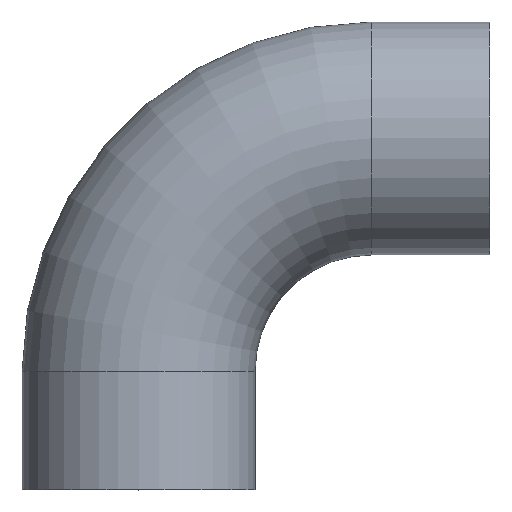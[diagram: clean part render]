
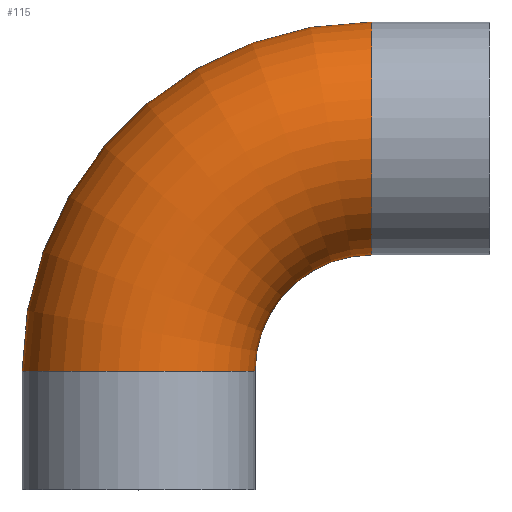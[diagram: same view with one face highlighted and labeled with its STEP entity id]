
A CAD part, top view. The second image highlights one B-rep face of the part: STEP entity #115.
In plain terms, the highlighted toroidal (fillet/blend) face has major radius 315 mm and minor radius 157.5 mm.
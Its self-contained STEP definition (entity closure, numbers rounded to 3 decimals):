
#107 = EDGE_CURVE( '', #167, #109, #245, .T. );
#109 = VERTEX_POINT( '', #247 );
#115 = ADVANCED_FACE( '', ( #253 ), #254, .T. );
#117 = EDGE_CURVE( '', #167, #183, #256, .T. );
#141 = EDGE_CURVE( '', #197, #183, #286, .T. );
#145 = EDGE_CURVE( '', #109, #197, #291, .T. );
#167 = VERTEX_POINT( '', #313 );
#183 = VERTEX_POINT( '', #331 );
#197 = VERTEX_POINT( '', #347 );
#245 = CIRCLE( '', #393, 472.5 );
#247 = CARTESIAN_POINT( '', ( -157.5, 160., 0. ) );
#253 = FACE_OUTER_BOUND( '', #402, .T. );
#254 = TOROIDAL_SURFACE( '', #403, 315., 157.5 );
#256 = CIRCLE( '', #406, 157.5 );
#286 = CIRCLE( '', #443, 157.5 );
#291 = CIRCLE( '', #449, 157.5 );
#313 = CARTESIAN_POINT( '', ( 315., 632.5, 0. ) );
#331 = CARTESIAN_POINT( '', ( 315., 317.5, 0. ) );
#347 = CARTESIAN_POINT( '', ( 157.5, 160., 0. ) );
#393 = AXIS2_PLACEMENT_3D( '', #561, #562, #563 );
#402 = EDGE_LOOP( '', ( #568, #569, #570, #571 ) );
#403 = AXIS2_PLACEMENT_3D( '', #572, #573, #574 );
#406 = AXIS2_PLACEMENT_3D( '', #575, #576, #577 );
#443 = AXIS2_PLACEMENT_3D( '', #631, #632, #633 );
#449 = AXIS2_PLACEMENT_3D( '', #642, #643, #644 );
#561 = CARTESIAN_POINT( '', ( 315., 160., 0. ) );
#562 = DIRECTION( '', ( 0., 0., 1. ) );
#563 = DIRECTION( '', ( 1., 0., 0. ) );
#568 = ORIENTED_EDGE( '', *, *, #107, .T. );
#569 = ORIENTED_EDGE( '', *, *, #145, .T. );
#570 = ORIENTED_EDGE( '', *, *, #141, .T. );
#571 = ORIENTED_EDGE( '', *, *, #117, .F. );
#572 = CARTESIAN_POINT( '', ( 315., 160., 0. ) );
#573 = DIRECTION( '', ( 0., 0., 1. ) );
#574 = DIRECTION( '', ( 1., 0., 0. ) );
#575 = CARTESIAN_POINT( '', ( 315., 475., 0. ) );
#576 = DIRECTION( '', ( 1., 0., 0. ) );
#577 = DIRECTION( '', ( 0., -1., 0. ) );
#631 = CARTESIAN_POINT( '', ( 315., 160., 0. ) );
#632 = DIRECTION( '', ( 0., 0., -1. ) );
#633 = DIRECTION( '', ( 1., 0., 0. ) );
#642 = CARTESIAN_POINT( '', ( 0., 160., 0. ) );
#643 = DIRECTION( '', ( 0., 1., 0. ) );
#644 = DIRECTION( '', ( 1., 0., 0. ) );
